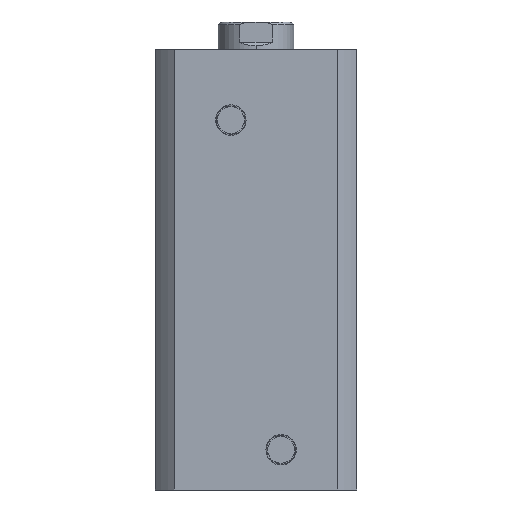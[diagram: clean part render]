
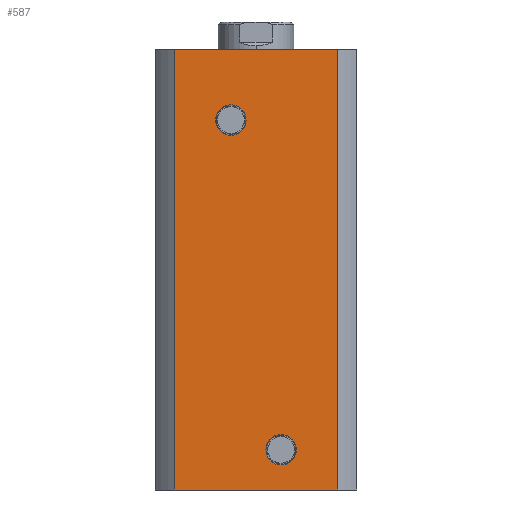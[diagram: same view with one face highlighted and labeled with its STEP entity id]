
A CAD part, left-side view. The second image highlights one B-rep face of the part: STEP entity #587.
In plain terms, the highlighted planar face has unit normal (-1, 0, 0).
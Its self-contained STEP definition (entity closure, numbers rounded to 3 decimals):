
#5 = EDGE_CURVE ( 'NONE', #3372, #3365, #3674, .T. ) ;
#13 = EDGE_CURVE ( 'NONE', #3383, #3369, #3662, .T. ) ;
#347 = VERTEX_POINT ( 'NONE', #1819 ) ;
#358 = VERTEX_POINT ( 'NONE', #1828 ) ;
#393 = VERTEX_POINT ( 'NONE', #1862 ) ;
#396 = VERTEX_POINT ( 'NONE', #1865 ) ;
#432 = AXIS2_PLACEMENT_3D ( 'NONE', #2626, #2624, #1769 ) ;
#441 = AXIS2_PLACEMENT_3D ( 'NONE', #1788, #1789, #1790 ) ;
#537 = FACE_BOUND ( 'NONE', #2800, .T. ) ;
#540 = FACE_BOUND ( 'NONE', #2805, .T. ) ;
#542 = FACE_OUTER_BOUND ( 'NONE', #2801, .T. ) ;
#587 = ADVANCED_FACE ( 'NONE', ( #540, #537, #542 ), #2015, .F. ) ;
#1035 = LINE ( 'NONE', #1618, #1037 ) ;
#1036 = LINE ( 'NONE', #1633, #1046 ) ;
#1037 = VECTOR ( 'NONE', #1612, 1000. ) ;
#1038 = CIRCLE ( 'NONE', #2444, 6.06 ) ;
#1039 = CIRCLE ( 'NONE', #2445, 6.06 ) ;
#1040 = LINE ( 'NONE', #1627, #1042 ) ;
#1041 = LINE ( 'NONE', #1638, #1044 ) ;
#1042 = VECTOR ( 'NONE', #1628, 1000. ) ;
#1044 = VECTOR ( 'NONE', #1640, 1000. ) ;
#1046 = VECTOR ( 'NONE', #1641, 1000. ) ;
#1612 = DIRECTION ( 'NONE',  ( 0., 0., -1. ) ) ;
#1618 = CARTESIAN_POINT ( 'NONE',  ( -40., 32.438, 175. ) ) ;
#1627 = CARTESIAN_POINT ( 'NONE',  ( -40., 0., 0. ) ) ;
#1628 = DIRECTION ( 'NONE',  ( 0., -1., 0. ) ) ;
#1629 = CARTESIAN_POINT ( 'NONE',  ( -40., -10., 16. ) ) ;
#1630 = DIRECTION ( 'NONE',  ( -1., 0., 0. ) ) ;
#1631 = DIRECTION ( 'NONE',  ( 0., 0., 1. ) ) ;
#1633 = CARTESIAN_POINT ( 'NONE',  ( -40., 0., 175. ) ) ;
#1635 = CARTESIAN_POINT ( 'NONE',  ( -40., 10., 147. ) ) ;
#1636 = DIRECTION ( 'NONE',  ( -1., 0., 0. ) ) ;
#1637 = DIRECTION ( 'NONE',  ( 0., 0., 1. ) ) ;
#1638 = CARTESIAN_POINT ( 'NONE',  ( -40., -32.438, 175. ) ) ;
#1640 = DIRECTION ( 'NONE',  ( 0., 0., -1. ) ) ;
#1641 = DIRECTION ( 'NONE',  ( 0., -1., 0. ) ) ;
#1769 = DIRECTION ( 'NONE',  ( 0., 0., 1. ) ) ;
#1788 = CARTESIAN_POINT ( 'NONE',  ( -40., 10., 147. ) ) ;
#1789 = DIRECTION ( 'NONE',  ( -1., 0., 0. ) ) ;
#1790 = DIRECTION ( 'NONE',  ( 0., 0., 1. ) ) ;
#1819 = CARTESIAN_POINT ( 'NONE',  ( -40., -32.438, 0. ) ) ;
#1828 = CARTESIAN_POINT ( 'NONE',  ( -40., 32.438, 175. ) ) ;
#1862 = CARTESIAN_POINT ( 'NONE',  ( -40., 32.438, 0. ) ) ;
#1865 = CARTESIAN_POINT ( 'NONE',  ( -40., -32.438, 175. ) ) ;
#2008 = DIRECTION ( 'NONE',  ( 1., 0., 0. ) ) ;
#2013 = CARTESIAN_POINT ( 'NONE',  ( -40., 0., 175. ) ) ;
#2015 = PLANE ( 'NONE',  #2329 ) ;
#2017 = DIRECTION ( 'NONE',  ( 0., 1., 0. ) ) ;
#2329 = AXIS2_PLACEMENT_3D ( 'NONE', #2013, #2008, #2017 ) ;
#2444 = AXIS2_PLACEMENT_3D ( 'NONE', #1629, #1630, #1631 ) ;
#2445 = AXIS2_PLACEMENT_3D ( 'NONE', #1635, #1636, #1637 ) ;
#2624 = DIRECTION ( 'NONE',  ( -1., 0., 0. ) ) ;
#2626 = CARTESIAN_POINT ( 'NONE',  ( -40., -10., 16. ) ) ;
#2800 = EDGE_LOOP ( 'NONE', ( #2956, #2955 ) ) ;
#2801 = EDGE_LOOP ( 'NONE', ( #2954, #2953, #2952, #2951 ) ) ;
#2805 = EDGE_LOOP ( 'NONE', ( #2958, #2957 ) ) ;
#2951 = ORIENTED_EDGE ( 'NONE', *, *, #3207, .T. ) ;
#2952 = ORIENTED_EDGE ( 'NONE', *, *, #3213, .F. ) ;
#2953 = ORIENTED_EDGE ( 'NONE', *, *, #3212, .F. ) ;
#2954 = ORIENTED_EDGE ( 'NONE', *, *, #3211, .T. ) ;
#2955 = ORIENTED_EDGE ( 'NONE', *, *, #13, .F. ) ;
#2956 = ORIENTED_EDGE ( 'NONE', *, *, #3210, .F. ) ;
#2957 = ORIENTED_EDGE ( 'NONE', *, *, #5, .F. ) ;
#2958 = ORIENTED_EDGE ( 'NONE', *, *, #3209, .F. ) ;
#3207 = EDGE_CURVE ( 'NONE', #358, #393, #1035, .T. ) ;
#3209 = EDGE_CURVE ( 'NONE', #3365, #3372, #1038, .T. ) ;
#3210 = EDGE_CURVE ( 'NONE', #3369, #3383, #1039, .T. ) ;
#3211 = EDGE_CURVE ( 'NONE', #393, #347, #1040, .T. ) ;
#3212 = EDGE_CURVE ( 'NONE', #396, #347, #1041, .T. ) ;
#3213 = EDGE_CURVE ( 'NONE', #358, #396, #1036, .T. ) ;
#3365 = VERTEX_POINT ( 'NONE', #3580 ) ;
#3369 = VERTEX_POINT ( 'NONE', #3577 ) ;
#3372 = VERTEX_POINT ( 'NONE', #3589 ) ;
#3383 = VERTEX_POINT ( 'NONE', #3600 ) ;
#3577 = CARTESIAN_POINT ( 'NONE',  ( -40., 10., 153.06 ) ) ;
#3580 = CARTESIAN_POINT ( 'NONE',  ( -40., -10., 22.06 ) ) ;
#3589 = CARTESIAN_POINT ( 'NONE',  ( -40., -10., 9.94 ) ) ;
#3600 = CARTESIAN_POINT ( 'NONE',  ( -40., 10., 140.94 ) ) ;
#3662 = CIRCLE ( 'NONE', #441, 6.06 ) ;
#3674 = CIRCLE ( 'NONE', #432, 6.06 ) ;
